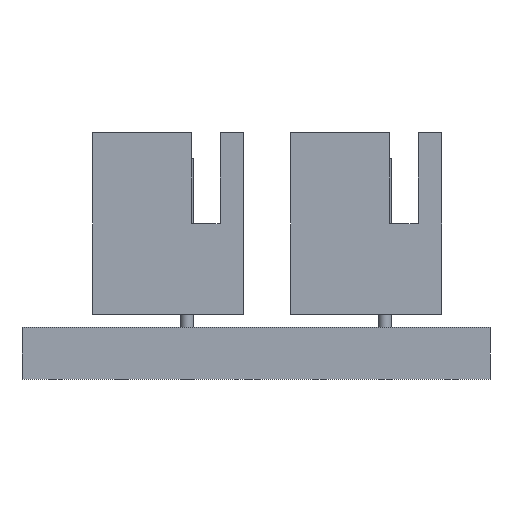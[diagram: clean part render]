
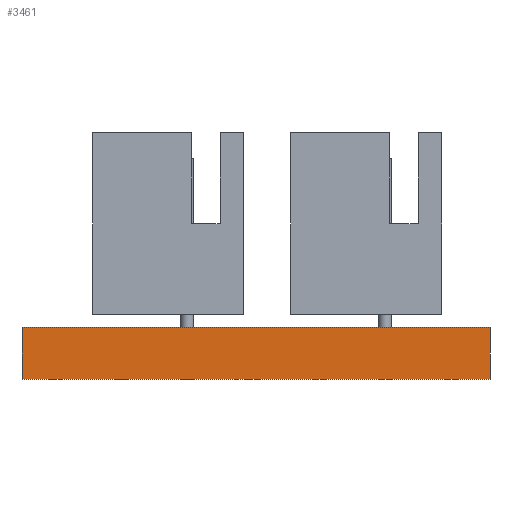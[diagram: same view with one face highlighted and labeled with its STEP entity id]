
A CAD part, front view. The second image highlights one B-rep face of the part: STEP entity #3461.
In plain terms, the highlighted planar face has unit normal (0, -1, 0).
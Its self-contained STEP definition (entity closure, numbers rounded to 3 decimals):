
#331=PLANE('',#3654);
#377=FACE_OUTER_BOUND('',#548,.T.);
#548=EDGE_LOOP('',(#2564,#2565,#2566,#2567));
#999=LINE('',#5304,#1214);
#1000=LINE('',#5307,#1215);
#1001=LINE('',#5309,#1216);
#1002=LINE('',#5310,#1217);
#1214=VECTOR('',#4225,10.);
#1215=VECTOR('',#4228,10.);
#1216=VECTOR('',#4229,10.);
#1217=VECTOR('',#4230,10.);
#1657=VERTEX_POINT('',#5300);
#1658=VERTEX_POINT('',#5302);
#1659=VERTEX_POINT('',#5306);
#1660=VERTEX_POINT('',#5308);
#2001=EDGE_CURVE('',#1658,#1657,#999,.T.);
#2002=EDGE_CURVE('',#1657,#1659,#1000,.T.);
#2003=EDGE_CURVE('',#1660,#1658,#1001,.T.);
#2004=EDGE_CURVE('',#1660,#1659,#1002,.T.);
#2564=ORIENTED_EDGE('',*,*,#2002,.F.);
#2565=ORIENTED_EDGE('',*,*,#2001,.F.);
#2566=ORIENTED_EDGE('',*,*,#2003,.F.);
#2567=ORIENTED_EDGE('',*,*,#2004,.T.);
#3461=ADVANCED_FACE('',(#377),#331,.F.);
#3654=AXIS2_PLACEMENT_3D('',#5305,#4226,#4227);
#4225=DIRECTION('',(0.,0.,1.));
#4226=DIRECTION('center_axis',(0.,1.,0.));
#4227=DIRECTION('ref_axis',(-1.,0.,0.));
#4228=DIRECTION('',(1.,0.,0.));
#4229=DIRECTION('',(-1.,0.,0.));
#4230=DIRECTION('',(0.,0.,1.));
#5300=CARTESIAN_POINT('',(-19.,-44.,2.));
#5302=CARTESIAN_POINT('',(-19.,-44.,0.));
#5304=CARTESIAN_POINT('',(-19.,-44.,0.));
#5305=CARTESIAN_POINT('Origin',(-1.,-44.,0.));
#5306=CARTESIAN_POINT('',(-1.,-44.,2.));
#5307=CARTESIAN_POINT('',(-4.189,-44.,2.));
#5308=CARTESIAN_POINT('',(-1.,-44.,0.));
#5309=CARTESIAN_POINT('',(-4.189,-44.,0.));
#5310=CARTESIAN_POINT('',(-1.,-44.,0.));
